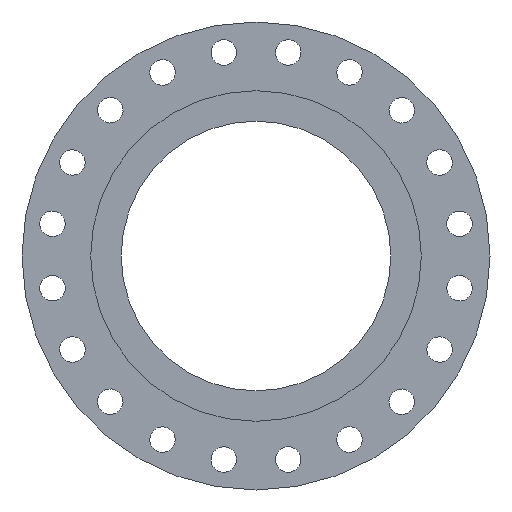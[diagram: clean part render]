
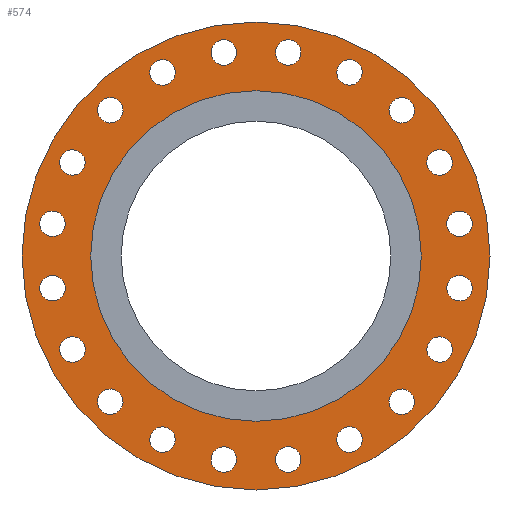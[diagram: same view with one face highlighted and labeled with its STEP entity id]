
A CAD part, front view. The second image highlights one B-rep face of the part: STEP entity #574.
In plain terms, the highlighted planar face has unit normal (0, -1, 0).
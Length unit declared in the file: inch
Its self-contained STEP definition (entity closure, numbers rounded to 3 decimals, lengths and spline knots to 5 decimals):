
#16=FACE_BOUND('',#117,.T.);
#17=FACE_BOUND('',#118,.T.);
#18=FACE_BOUND('',#119,.T.);
#19=FACE_BOUND('',#120,.T.);
#20=FACE_BOUND('',#121,.T.);
#21=FACE_BOUND('',#122,.T.);
#22=FACE_BOUND('',#123,.T.);
#23=FACE_BOUND('',#124,.T.);
#24=FACE_BOUND('',#125,.T.);
#25=FACE_BOUND('',#126,.T.);
#26=FACE_BOUND('',#127,.T.);
#27=FACE_BOUND('',#128,.T.);
#28=FACE_BOUND('',#129,.T.);
#29=FACE_BOUND('',#130,.T.);
#30=FACE_BOUND('',#131,.T.);
#31=FACE_BOUND('',#132,.T.);
#32=FACE_BOUND('',#133,.T.);
#33=FACE_BOUND('',#134,.T.);
#34=FACE_BOUND('',#135,.T.);
#35=FACE_BOUND('',#136,.T.);
#36=FACE_BOUND('',#137,.T.);
#59=PLANE('',#669);
#87=FACE_OUTER_BOUND('',#116,.T.);
#116=EDGE_LOOP('',(#475));
#117=EDGE_LOOP('',(#476));
#118=EDGE_LOOP('',(#477));
#119=EDGE_LOOP('',(#478));
#120=EDGE_LOOP('',(#479));
#121=EDGE_LOOP('',(#480));
#122=EDGE_LOOP('',(#481));
#123=EDGE_LOOP('',(#482));
#124=EDGE_LOOP('',(#483));
#125=EDGE_LOOP('',(#484));
#126=EDGE_LOOP('',(#485));
#127=EDGE_LOOP('',(#486));
#128=EDGE_LOOP('',(#487));
#129=EDGE_LOOP('',(#488));
#130=EDGE_LOOP('',(#489));
#131=EDGE_LOOP('',(#490));
#132=EDGE_LOOP('',(#491));
#133=EDGE_LOOP('',(#492));
#134=EDGE_LOOP('',(#493));
#135=EDGE_LOOP('',(#494));
#136=EDGE_LOOP('',(#495));
#137=EDGE_LOOP('',(#496));
#213=CIRCLE('',#602,0.625);
#215=CIRCLE('',#605,0.625);
#217=CIRCLE('',#608,0.625);
#219=CIRCLE('',#611,0.625);
#221=CIRCLE('',#614,0.625);
#223=CIRCLE('',#617,0.625);
#225=CIRCLE('',#620,0.625);
#227=CIRCLE('',#623,0.625);
#229=CIRCLE('',#626,0.625);
#231=CIRCLE('',#629,0.625);
#233=CIRCLE('',#632,0.625);
#235=CIRCLE('',#635,0.625);
#237=CIRCLE('',#638,0.625);
#239=CIRCLE('',#641,0.625);
#241=CIRCLE('',#644,0.625);
#243=CIRCLE('',#647,0.625);
#245=CIRCLE('',#650,0.625);
#247=CIRCLE('',#653,0.625);
#249=CIRCLE('',#656,0.625);
#251=CIRCLE('',#659,0.625);
#256=CIRCLE('',#668,8.125);
#257=CIRCLE('',#670,11.5);
#261=VERTEX_POINT('',#859);
#263=VERTEX_POINT('',#865);
#265=VERTEX_POINT('',#871);
#267=VERTEX_POINT('',#877);
#269=VERTEX_POINT('',#883);
#271=VERTEX_POINT('',#889);
#273=VERTEX_POINT('',#895);
#275=VERTEX_POINT('',#901);
#277=VERTEX_POINT('',#907);
#279=VERTEX_POINT('',#913);
#281=VERTEX_POINT('',#919);
#283=VERTEX_POINT('',#925);
#285=VERTEX_POINT('',#931);
#287=VERTEX_POINT('',#937);
#289=VERTEX_POINT('',#943);
#291=VERTEX_POINT('',#949);
#293=VERTEX_POINT('',#955);
#295=VERTEX_POINT('',#961);
#297=VERTEX_POINT('',#967);
#299=VERTEX_POINT('',#973);
#304=VERTEX_POINT('',#990);
#305=VERTEX_POINT('',#994);
#310=EDGE_CURVE('',#261,#261,#213,.T.);
#313=EDGE_CURVE('',#263,#263,#215,.T.);
#316=EDGE_CURVE('',#265,#265,#217,.T.);
#319=EDGE_CURVE('',#267,#267,#219,.T.);
#322=EDGE_CURVE('',#269,#269,#221,.T.);
#325=EDGE_CURVE('',#271,#271,#223,.T.);
#328=EDGE_CURVE('',#273,#273,#225,.T.);
#331=EDGE_CURVE('',#275,#275,#227,.T.);
#334=EDGE_CURVE('',#277,#277,#229,.T.);
#337=EDGE_CURVE('',#279,#279,#231,.T.);
#340=EDGE_CURVE('',#281,#281,#233,.T.);
#343=EDGE_CURVE('',#283,#283,#235,.T.);
#346=EDGE_CURVE('',#285,#285,#237,.T.);
#349=EDGE_CURVE('',#287,#287,#239,.T.);
#352=EDGE_CURVE('',#289,#289,#241,.T.);
#355=EDGE_CURVE('',#291,#291,#243,.T.);
#358=EDGE_CURVE('',#293,#293,#245,.T.);
#361=EDGE_CURVE('',#295,#295,#247,.T.);
#364=EDGE_CURVE('',#297,#297,#249,.T.);
#367=EDGE_CURVE('',#299,#299,#251,.T.);
#374=EDGE_CURVE('',#304,#304,#256,.T.);
#376=EDGE_CURVE('',#305,#305,#257,.T.);
#475=ORIENTED_EDGE('',*,*,#376,.F.);
#476=ORIENTED_EDGE('',*,*,#310,.T.);
#477=ORIENTED_EDGE('',*,*,#313,.T.);
#478=ORIENTED_EDGE('',*,*,#316,.T.);
#479=ORIENTED_EDGE('',*,*,#319,.T.);
#480=ORIENTED_EDGE('',*,*,#322,.T.);
#481=ORIENTED_EDGE('',*,*,#325,.T.);
#482=ORIENTED_EDGE('',*,*,#328,.T.);
#483=ORIENTED_EDGE('',*,*,#331,.T.);
#484=ORIENTED_EDGE('',*,*,#334,.T.);
#485=ORIENTED_EDGE('',*,*,#337,.T.);
#486=ORIENTED_EDGE('',*,*,#340,.T.);
#487=ORIENTED_EDGE('',*,*,#343,.T.);
#488=ORIENTED_EDGE('',*,*,#346,.T.);
#489=ORIENTED_EDGE('',*,*,#349,.T.);
#490=ORIENTED_EDGE('',*,*,#352,.T.);
#491=ORIENTED_EDGE('',*,*,#355,.T.);
#492=ORIENTED_EDGE('',*,*,#358,.T.);
#493=ORIENTED_EDGE('',*,*,#361,.T.);
#494=ORIENTED_EDGE('',*,*,#364,.T.);
#495=ORIENTED_EDGE('',*,*,#367,.T.);
#496=ORIENTED_EDGE('',*,*,#374,.T.);
#574=ADVANCED_FACE('',(#87,#16,#17,#18,#19,#20,#21,#22,#23,#24,#25,#26,
#27,#28,#29,#30,#31,#32,#33,#34,#35,#36),#59,.T.);
#602=AXIS2_PLACEMENT_3D('',#861,#683,#684);
#605=AXIS2_PLACEMENT_3D('',#867,#690,#691);
#608=AXIS2_PLACEMENT_3D('',#873,#697,#698);
#611=AXIS2_PLACEMENT_3D('',#879,#704,#705);
#614=AXIS2_PLACEMENT_3D('',#885,#711,#712);
#617=AXIS2_PLACEMENT_3D('',#891,#718,#719);
#620=AXIS2_PLACEMENT_3D('',#897,#725,#726);
#623=AXIS2_PLACEMENT_3D('',#903,#732,#733);
#626=AXIS2_PLACEMENT_3D('',#909,#739,#740);
#629=AXIS2_PLACEMENT_3D('',#915,#746,#747);
#632=AXIS2_PLACEMENT_3D('',#921,#753,#754);
#635=AXIS2_PLACEMENT_3D('',#927,#760,#761);
#638=AXIS2_PLACEMENT_3D('',#933,#767,#768);
#641=AXIS2_PLACEMENT_3D('',#939,#774,#775);
#644=AXIS2_PLACEMENT_3D('',#945,#781,#782);
#647=AXIS2_PLACEMENT_3D('',#951,#788,#789);
#650=AXIS2_PLACEMENT_3D('',#957,#795,#796);
#653=AXIS2_PLACEMENT_3D('',#963,#802,#803);
#656=AXIS2_PLACEMENT_3D('',#969,#809,#810);
#659=AXIS2_PLACEMENT_3D('',#975,#816,#817);
#668=AXIS2_PLACEMENT_3D('',#991,#836,#837);
#669=AXIS2_PLACEMENT_3D('',#993,#839,#840);
#670=AXIS2_PLACEMENT_3D('',#995,#841,#842);
#683=DIRECTION('center_axis',(0.,1.,0.));
#684=DIRECTION('ref_axis',(0.951,0.,0.309));
#690=DIRECTION('center_axis',(0.,1.,0.));
#691=DIRECTION('ref_axis',(0.809,0.,0.588));
#697=DIRECTION('center_axis',(0.,1.,0.));
#698=DIRECTION('ref_axis',(0.588,0.,0.809));
#704=DIRECTION('center_axis',(0.,1.,0.));
#705=DIRECTION('ref_axis',(0.309,0.,0.951));
#711=DIRECTION('center_axis',(0.,1.,0.));
#712=DIRECTION('ref_axis',(0.,0.,1.));
#718=DIRECTION('center_axis',(0.,1.,0.));
#719=DIRECTION('ref_axis',(-0.309,0.,0.951));
#725=DIRECTION('center_axis',(0.,1.,0.));
#726=DIRECTION('ref_axis',(-0.588,0.,0.809));
#732=DIRECTION('center_axis',(0.,1.,0.));
#733=DIRECTION('ref_axis',(-0.809,0.,0.588));
#739=DIRECTION('center_axis',(0.,1.,0.));
#740=DIRECTION('ref_axis',(-0.951,0.,0.309));
#746=DIRECTION('center_axis',(0.,1.,0.));
#747=DIRECTION('ref_axis',(-1.,0.,0.));
#753=DIRECTION('center_axis',(0.,1.,0.));
#754=DIRECTION('ref_axis',(-0.951,0.,-0.309));
#760=DIRECTION('center_axis',(0.,1.,0.));
#761=DIRECTION('ref_axis',(-0.809,0.,-0.588));
#767=DIRECTION('center_axis',(0.,1.,0.));
#768=DIRECTION('ref_axis',(-0.588,0.,-0.809));
#774=DIRECTION('center_axis',(0.,1.,0.));
#775=DIRECTION('ref_axis',(-0.309,0.,-0.951));
#781=DIRECTION('center_axis',(0.,1.,0.));
#782=DIRECTION('ref_axis',(0.,0.,-1.));
#788=DIRECTION('center_axis',(0.,1.,0.));
#789=DIRECTION('ref_axis',(0.309,0.,-0.951));
#795=DIRECTION('center_axis',(0.,1.,0.));
#796=DIRECTION('ref_axis',(0.588,0.,-0.809));
#802=DIRECTION('center_axis',(0.,1.,0.));
#803=DIRECTION('ref_axis',(0.809,0.,-0.588));
#809=DIRECTION('center_axis',(0.,1.,0.));
#810=DIRECTION('ref_axis',(0.951,0.,-0.309));
#816=DIRECTION('center_axis',(0.,1.,0.));
#817=DIRECTION('ref_axis',(1.,0.,0.));
#836=DIRECTION('center_axis',(0.,1.,0.));
#837=DIRECTION('ref_axis',(1.,0.,0.));
#839=DIRECTION('center_axis',(0.,-1.,0.));
#840=DIRECTION('ref_axis',(0.,0.,-1.));
#841=DIRECTION('center_axis',(0.,1.,0.));
#842=DIRECTION('ref_axis',(1.,0.,0.));
#859=CARTESIAN_POINT('',(4.00224,0.0625,-9.21458));
#861=CARTESIAN_POINT('Origin',(4.59665,0.0625,-9.02144));
#865=CARTESIAN_POINT('',(6.65382,0.0625,-7.52682));
#867=CARTESIAN_POINT('Origin',(7.15946,0.0625,-7.15946));
#871=CARTESIAN_POINT('',(8.65408,0.0625,-5.10229));
#873=CARTESIAN_POINT('Origin',(9.02144,0.0625,-4.59665));
#877=CARTESIAN_POINT('',(9.80721,0.0625,-2.17831));
#879=CARTESIAN_POINT('Origin',(10.00034,0.0625,-1.5839));
#883=CARTESIAN_POINT('',(10.00034,0.0625,0.9589));
#885=CARTESIAN_POINT('Origin',(10.00034,0.0625,1.5839));
#889=CARTESIAN_POINT('',(9.21458,0.0625,4.00224));
#891=CARTESIAN_POINT('Origin',(9.02144,0.0625,4.59665));
#895=CARTESIAN_POINT('',(7.52682,0.0625,6.65382));
#897=CARTESIAN_POINT('Origin',(7.15946,0.0625,7.15946));
#901=CARTESIAN_POINT('',(5.10229,0.0625,8.65408));
#903=CARTESIAN_POINT('Origin',(4.59665,0.0625,9.02144));
#907=CARTESIAN_POINT('',(2.17831,0.0625,9.80721));
#909=CARTESIAN_POINT('Origin',(1.5839,0.0625,10.00034));
#913=CARTESIAN_POINT('',(-0.9589,0.0625,10.00034));
#915=CARTESIAN_POINT('Origin',(-1.5839,0.0625,10.00034));
#919=CARTESIAN_POINT('',(-4.00224,0.0625,9.21458));
#921=CARTESIAN_POINT('Origin',(-4.59665,0.0625,9.02144));
#925=CARTESIAN_POINT('',(-6.65382,0.0625,7.52682));
#927=CARTESIAN_POINT('Origin',(-7.15946,0.0625,7.15946));
#931=CARTESIAN_POINT('',(-8.65408,0.0625,5.10229));
#933=CARTESIAN_POINT('Origin',(-9.02144,0.0625,4.59665));
#937=CARTESIAN_POINT('',(-9.80721,0.0625,2.17831));
#939=CARTESIAN_POINT('Origin',(-10.00034,0.0625,1.5839));
#943=CARTESIAN_POINT('',(-10.00034,0.0625,-0.9589));
#945=CARTESIAN_POINT('Origin',(-10.00034,0.0625,-1.5839));
#949=CARTESIAN_POINT('',(-9.21458,0.0625,-4.00224));
#951=CARTESIAN_POINT('Origin',(-9.02144,0.0625,-4.59665));
#955=CARTESIAN_POINT('',(-7.52682,0.0625,-6.65382));
#957=CARTESIAN_POINT('Origin',(-7.15946,0.0625,-7.15946));
#961=CARTESIAN_POINT('',(-5.10229,0.0625,-8.65408));
#963=CARTESIAN_POINT('Origin',(-4.59665,0.0625,-9.02144));
#967=CARTESIAN_POINT('',(-2.17831,0.0625,-9.80721));
#969=CARTESIAN_POINT('Origin',(-1.5839,0.0625,-10.00034));
#973=CARTESIAN_POINT('',(0.9589,0.0625,-10.00034));
#975=CARTESIAN_POINT('Origin',(1.5839,0.0625,-10.00034));
#990=CARTESIAN_POINT('',(8.125,0.0625,0.));
#991=CARTESIAN_POINT('Origin',(0.,0.0625,0.));
#993=CARTESIAN_POINT('Origin',(-11.5,0.0625,0.));
#994=CARTESIAN_POINT('',(11.5,0.0625,0.));
#995=CARTESIAN_POINT('Origin',(0.,0.0625,0.));
